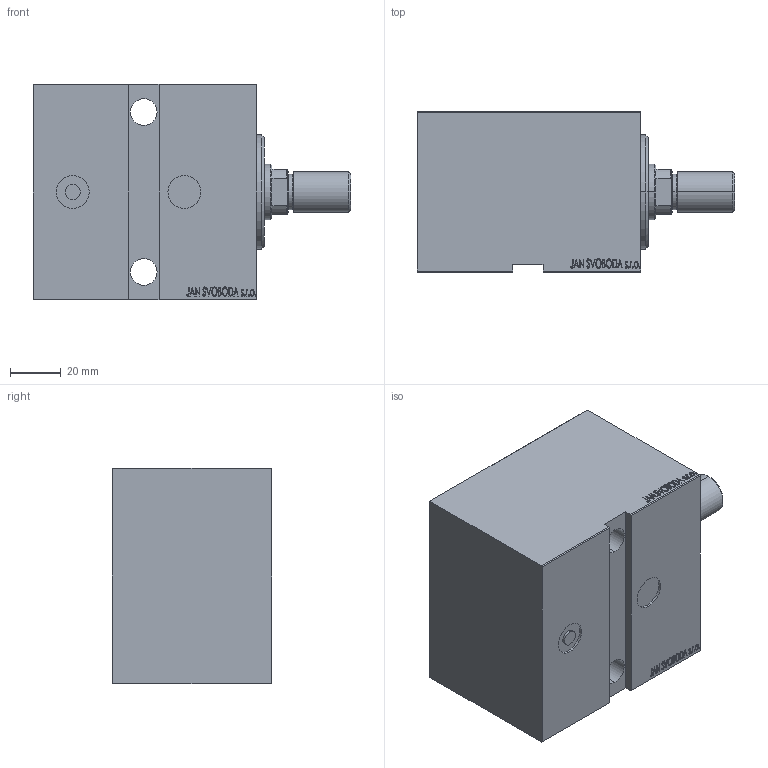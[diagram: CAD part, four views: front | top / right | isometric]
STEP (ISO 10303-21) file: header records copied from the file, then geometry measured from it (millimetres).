
FILE_DESCRIPTION (( 'STEP AP203' ), '1' );
FILE_NAME ('b7a5.STEP', '2024-09-30T12:13:00', ( '' ), ( '' ), 'SwSTEP 2.0', 'SolidWorks 2019', '' );
FILE_SCHEMA (( 'CONFIG_CONTROL_DESIGN' ));
Length unit declared in the file: millimetre
Products named in the file (5): V450CM_E_VCP f277ac52e0ff2361e1a7feb782b28014; b7a5; V450CM_VC_B f277ac52e0ff2361e1a7feb782b28014; V450CM_MALE_METRIC f277ac52e0ff2361e1a7feb782b28014; V450CM_E_Body f277ac52e0ff2361e1a7feb782b28014
Assembly tree (4 placements, depth 2):
  b7a5
    V450CM_E_Body f277ac52e0ff2361e1a7feb782b28014
    V450CM_E_VCP f277ac52e0ff2361e1a7feb782b28014
    V450CM_VC_B f277ac52e0ff2361e1a7feb782b28014
    V450CM_MALE_METRIC f277ac52e0ff2361e1a7feb782b28014
Bounding box: 125 x 63 x 85 mm (x, y, z)
Volume: 448021.7 mm3; surface area: 72549.7 mm2
Topology: 4 solids, 4 shells, 853 faces, 2186 edges, 1449 vertices
Faces by surface type: plane 411, bspline 380, cylinder 42, cone 18, torus 2
Entity records: 43079 total; most frequent: CARTESIAN_POINT 24353, ORIENTED_EDGE 4368, DIRECTION 2486, EDGE_CURVE 2184, VERTEX_POINT 1449, VECTOR 1306, LINE 1306, EDGE_LOOP 969
